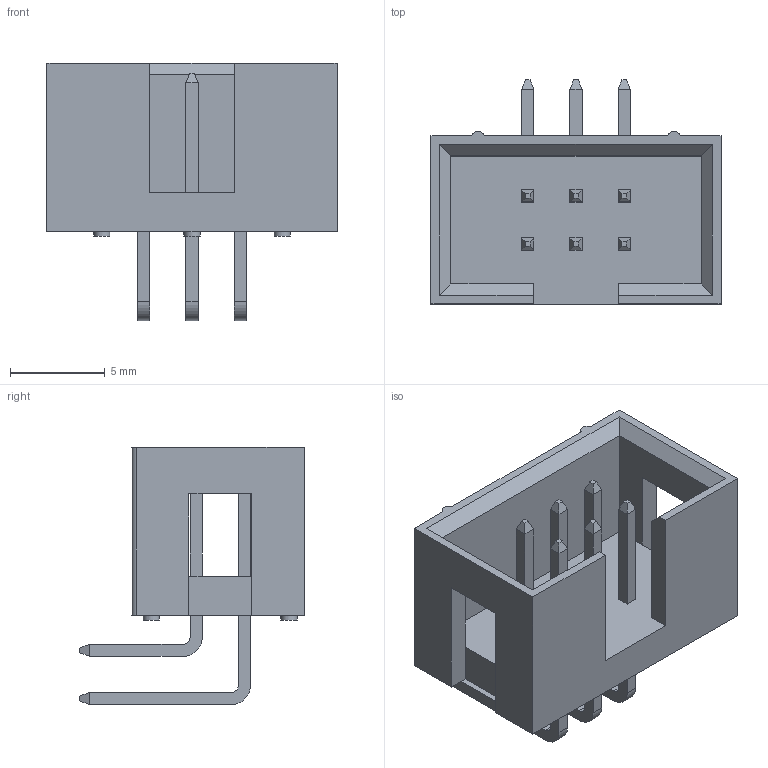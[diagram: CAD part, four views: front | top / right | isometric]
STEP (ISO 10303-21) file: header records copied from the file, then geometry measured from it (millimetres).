
FILE_DESCRIPTION( ( 'Unknown' ), '1' );
FILE_NAME( '61200621721.stp', 'Unknown', ( 'Unknown' ), ( 'Unknown' ), 'PSStep 15.0.49', 'Unknown', ' ' );
FILE_SCHEMA( ( 'AUTOMOTIVE_DESIGN { 1 0 10303 214 1 1 1 1 }' ) );
Length unit declared in the file: millimetre
Products named in the file (4): Assem1; 61200621621; 6120xx21721_PIN; 6120xx21721_PIN_LONGUE
Assembly tree (7 placements, depth 2):
  Assem1
    61200621621
    6120xx21721_PIN  x3
    6120xx21721_PIN_LONGUE  x3
Bounding box: 15.28 x 11.82 x 13.55 mm (x, y, z)
Volume: 548.1 mm3; surface area: 1193.9 mm2
Topology: 7 solids, 7 shells, 199 faces, 475 edges, 292 vertices
Faces by surface type: plane 179, cylinder 20
Full cylindrical faces by diameter (mm): 0.85 x6
Entity records: 4723 total; most frequent: CARTESIAN_POINT 628, ORIENTED_EDGE 606, DIRECTION 597, EDGE_CURVE 303, LINE 279, VECTOR 279, VERTEX_POINT 190, AXIS2_PLACEMENT_3D 159
